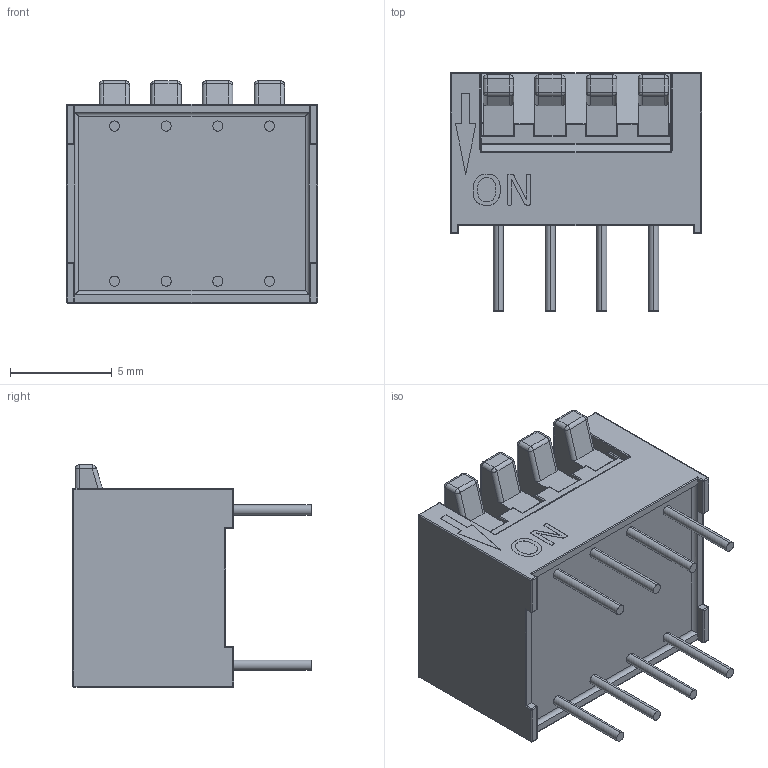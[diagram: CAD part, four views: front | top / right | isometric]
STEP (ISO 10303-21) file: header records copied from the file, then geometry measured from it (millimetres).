
FILE_DESCRIPTION (( 'STEP AP214' ), '1' );
FILE_NAME ('DC9742F6-2AB5-4A22-AF02-EC837B0AC5A7.STEP', '2024-11-14T22:31:15', ( '' ), ( '' ), 'SwSTEP 2.0', 'SolidWorks 2022', '' );
FILE_SCHEMA (( 'AUTOMOTIVE_DESIGN' ));
Length unit declared in the file: millimetre
Products named in the file (1): DC9742F6-2AB5-4A22-AF02-EC837B0AC5A7
Bounding box: 12.34 x 11.7 x 10.92 mm (x, y, z)
Volume: 876.2 mm3; surface area: 690.3 mm2
Topology: 1 solids, 1 shells, 273 faces, 654 edges, 359 vertices
Faces by surface type: cylinder 119, plane 92, bspline 62
Entity records: 10523 total; most frequent: CARTESIAN_POINT 3141, ORIENTED_EDGE 1236, DIRECTION 1090, EDGE_CURVE 618, AXIS2_PLACEMENT_3D 366, VERTEX_POINT 359, LINE 358, VECTOR 358
